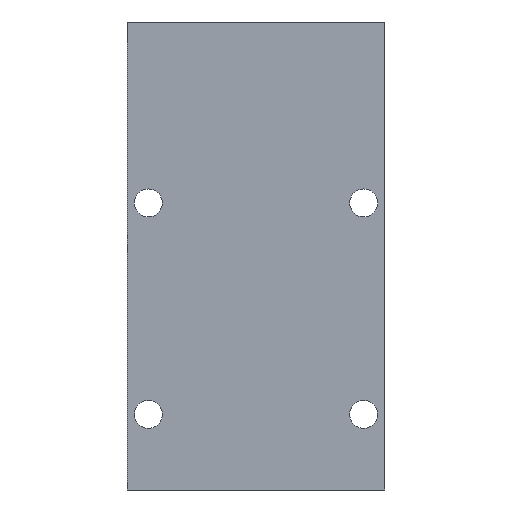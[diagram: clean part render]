
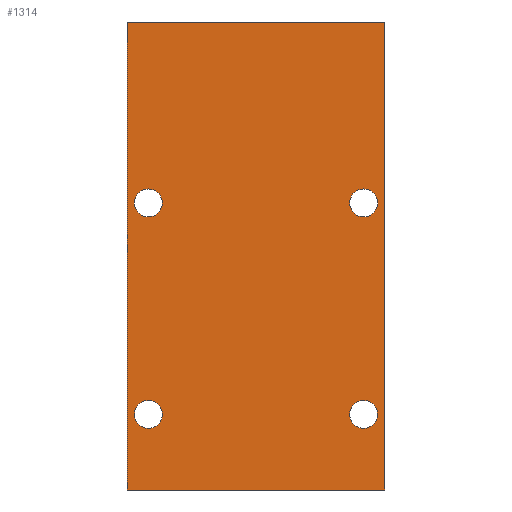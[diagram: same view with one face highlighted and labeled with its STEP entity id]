
A CAD part, front view. The second image highlights one B-rep face of the part: STEP entity #1314.
In plain terms, the highlighted planar face has unit normal (0, -1, 0).
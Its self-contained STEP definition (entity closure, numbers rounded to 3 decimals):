
#62 = DIRECTION ( 'NONE',  ( 1., 0., 0. ) ) ;
#103 = CARTESIAN_POINT ( 'NONE',  ( 17.78, 3.175, -152.4 ) ) ;
#120 = DIRECTION ( 'NONE',  ( 0., 0., -1. ) ) ;
#133 = LINE ( 'NONE', #3138, #2052 ) ;
#138 = LINE ( 'NONE', #103, #4055 ) ;
#162 = AXIS2_PLACEMENT_3D ( 'NONE', #3866, #3859, #3851 ) ;
#184 = CARTESIAN_POINT ( 'NONE',  ( 14.875, 3.175, -110.82 ) ) ;
#219 = CARTESIAN_POINT ( 'NONE',  ( 14.875, 3.175, -141.95 ) ) ;
#251 = CARTESIAN_POINT ( 'NONE',  ( -17.78, 3.175, -152.4 ) ) ;
#309 = DIRECTION ( 'NONE',  ( 0., 0., -1. ) ) ;
#363 = CARTESIAN_POINT ( 'NONE',  ( 17.78, 3.175, 152.4 ) ) ;
#406 = ORIENTED_EDGE ( 'NONE', *, *, #2361, .T. ) ;
#415 = CARTESIAN_POINT ( 'NONE',  ( 17.78, 3.175, -87.751 ) ) ;
#443 = ORIENTED_EDGE ( 'NONE', *, *, #611, .F. ) ;
#445 = CIRCLE ( 'NONE', #162, 1.93 ) ;
#455 = DIRECTION ( 'NONE',  ( 0., -1., 0. ) ) ;
#473 = CARTESIAN_POINT ( 'NONE',  ( -14.875, 3.175, -141.95 ) ) ;
#578 = VERTEX_POINT ( 'NONE', #3619 ) ;
#606 = DIRECTION ( 'NONE',  ( 0., 0., -1. ) ) ;
#611 = EDGE_CURVE ( 'NONE', #1388, #725, #3723, .T. ) ;
#619 = AXIS2_PLACEMENT_3D ( 'NONE', #473, #455, #120 ) ;
#639 = FACE_OUTER_BOUND ( 'NONE', #3294, .T. ) ;
#640 = CARTESIAN_POINT ( 'NONE',  ( 14.875, 3.175, -143.88 ) ) ;
#725 = VERTEX_POINT ( 'NONE', #1957 ) ;
#773 = CARTESIAN_POINT ( 'NONE',  ( -14.875, 3.175, -143.88 ) ) ;
#776 = ORIENTED_EDGE ( 'NONE', *, *, #1591, .F. ) ;
#808 = DIRECTION ( 'NONE',  ( 0., 0., -1. ) ) ;
#843 = VERTEX_POINT ( 'NONE', #773 ) ;
#956 = EDGE_CURVE ( 'NONE', #578, #843, #1288, .T. ) ;
#1020 = EDGE_LOOP ( 'NONE', ( #776, #443 ) ) ;
#1050 = CARTESIAN_POINT ( 'NONE',  ( -14.875, 3.175, -114.68 ) ) ;
#1105 = EDGE_CURVE ( 'NONE', #3109, #3048, #3495, .T. ) ;
#1131 = DIRECTION ( 'NONE',  ( 0., 0., 1. ) ) ;
#1163 = DIRECTION ( 'NONE',  ( 0., 1., 0. ) ) ;
#1202 = PLANE ( 'NONE',  #1790 ) ;
#1288 = CIRCLE ( 'NONE', #619, 1.93 ) ;
#1296 = CARTESIAN_POINT ( 'NONE',  ( -14.875, 3.175, -112.75 ) ) ;
#1314 = ADVANCED_FACE ( 'NONE', ( #4730, #2662, #1631, #3663, #639 ), #1202, .F. ) ;
#1317 = VERTEX_POINT ( 'NONE', #1050 ) ;
#1331 = CARTESIAN_POINT ( 'NONE',  ( 17.78, 3.175, 152.4 ) ) ;
#1380 = CARTESIAN_POINT ( 'NONE',  ( 14.875, 3.175, -140.02 ) ) ;
#1388 = VERTEX_POINT ( 'NONE', #184 ) ;
#1443 = CARTESIAN_POINT ( 'NONE',  ( -14.875, 3.175, -141.95 ) ) ;
#1543 = ORIENTED_EDGE ( 'NONE', *, *, #2824, .T. ) ;
#1553 = CIRCLE ( 'NONE', #4741, 1.93 ) ;
#1591 = EDGE_CURVE ( 'NONE', #725, #1388, #445, .T. ) ;
#1602 = ORIENTED_EDGE ( 'NONE', *, *, #2757, .F. ) ;
#1631 = FACE_BOUND ( 'NONE', #1020, .T. ) ;
#1672 = DIRECTION ( 'NONE',  ( 0., 0., -1. ) ) ;
#1790 = AXIS2_PLACEMENT_3D ( 'NONE', #1331, #1163, #1131 ) ;
#1804 = CIRCLE ( 'NONE', #2776, 1.93 ) ;
#1826 = DIRECTION ( 'NONE',  ( 0., 0., -1. ) ) ;
#1880 = DIRECTION ( 'NONE',  ( 0., -1., 0. ) ) ;
#1913 = VERTEX_POINT ( 'NONE', #2320 ) ;
#1957 = CARTESIAN_POINT ( 'NONE',  ( 14.875, 3.175, -114.68 ) ) ;
#2052 = VECTOR ( 'NONE', #808, 1000. ) ;
#2114 = AXIS2_PLACEMENT_3D ( 'NONE', #4139, #1880, #4498 ) ;
#2183 = AXIS2_PLACEMENT_3D ( 'NONE', #1443, #4088, #1826 ) ;
#2220 = EDGE_LOOP ( 'NONE', ( #4363, #3817 ) ) ;
#2309 = VERTEX_POINT ( 'NONE', #415 ) ;
#2310 = EDGE_CURVE ( 'NONE', #2309, #2750, #4284, .T. ) ;
#2319 = ORIENTED_EDGE ( 'NONE', *, *, #2310, .F. ) ;
#2320 = CARTESIAN_POINT ( 'NONE',  ( -17.78, 3.175, -87.751 ) ) ;
#2361 = EDGE_CURVE ( 'NONE', #4295, #2750, #138, .T. ) ;
#2538 = LINE ( 'NONE', #4542, #4385 ) ;
#2639 = ORIENTED_EDGE ( 'NONE', *, *, #3002, .F. ) ;
#2651 = EDGE_CURVE ( 'NONE', #1317, #2807, #2897, .T. ) ;
#2662 = FACE_BOUND ( 'NONE', #2220, .T. ) ;
#2750 = VERTEX_POINT ( 'NONE', #3811 ) ;
#2757 = EDGE_CURVE ( 'NONE', #1913, #2309, #2538, .T. ) ;
#2776 = AXIS2_PLACEMENT_3D ( 'NONE', #1296, #3943, #1672 ) ;
#2807 = VERTEX_POINT ( 'NONE', #3862 ) ;
#2824 = EDGE_CURVE ( 'NONE', #1913, #4295, #133, .T. ) ;
#2871 = CARTESIAN_POINT ( 'NONE',  ( 14.875, 3.175, -112.75 ) ) ;
#2881 = DIRECTION ( 'NONE',  ( 0., 0., -1. ) ) ;
#2894 = DIRECTION ( 'NONE',  ( 0., -1., 0. ) ) ;
#2897 = CIRCLE ( 'NONE', #2114, 1.93 ) ;
#2905 = DIRECTION ( 'NONE',  ( 0., -1., 0. ) ) ;
#2919 = EDGE_CURVE ( 'NONE', #2807, #1317, #1804, .T. ) ;
#2924 = AXIS2_PLACEMENT_3D ( 'NONE', #3787, #3732, #3698 ) ;
#2936 = EDGE_LOOP ( 'NONE', ( #3513, #2639 ) ) ;
#3002 = EDGE_CURVE ( 'NONE', #3048, #3109, #1553, .T. ) ;
#3048 = VERTEX_POINT ( 'NONE', #1380 ) ;
#3109 = VERTEX_POINT ( 'NONE', #640 ) ;
#3123 = ORIENTED_EDGE ( 'NONE', *, *, #2651, .F. ) ;
#3138 = CARTESIAN_POINT ( 'NONE',  ( -17.78, 3.175, 152.4 ) ) ;
#3161 = EDGE_CURVE ( 'NONE', #843, #578, #4807, .T. ) ;
#3294 = EDGE_LOOP ( 'NONE', ( #2319, #1602, #1543, #406 ) ) ;
#3318 = VECTOR ( 'NONE', #309, 1000. ) ;
#3368 = AXIS2_PLACEMENT_3D ( 'NONE', #2871, #2905, #2881 ) ;
#3495 = CIRCLE ( 'NONE', #2924, 1.93 ) ;
#3513 = ORIENTED_EDGE ( 'NONE', *, *, #1105, .F. ) ;
#3619 = CARTESIAN_POINT ( 'NONE',  ( -14.875, 3.175, -140.02 ) ) ;
#3663 = FACE_BOUND ( 'NONE', #4145, .T. ) ;
#3698 = DIRECTION ( 'NONE',  ( 0., 0., -1. ) ) ;
#3723 = CIRCLE ( 'NONE', #3368, 1.93 ) ;
#3732 = DIRECTION ( 'NONE',  ( 0., -1., 0. ) ) ;
#3787 = CARTESIAN_POINT ( 'NONE',  ( 14.875, 3.175, -141.95 ) ) ;
#3811 = CARTESIAN_POINT ( 'NONE',  ( 17.78, 3.175, -152.4 ) ) ;
#3817 = ORIENTED_EDGE ( 'NONE', *, *, #956, .F. ) ;
#3828 = DIRECTION ( 'NONE',  ( 1., 0., 0. ) ) ;
#3851 = DIRECTION ( 'NONE',  ( 0., 0., -1. ) ) ;
#3859 = DIRECTION ( 'NONE',  ( 0., -1., 0. ) ) ;
#3862 = CARTESIAN_POINT ( 'NONE',  ( -14.875, 3.175, -110.82 ) ) ;
#3866 = CARTESIAN_POINT ( 'NONE',  ( 14.875, 3.175, -112.75 ) ) ;
#3943 = DIRECTION ( 'NONE',  ( 0., -1., 0. ) ) ;
#4055 = VECTOR ( 'NONE', #62, 1000. ) ;
#4088 = DIRECTION ( 'NONE',  ( 0., -1., 0. ) ) ;
#4139 = CARTESIAN_POINT ( 'NONE',  ( -14.875, 3.175, -112.75 ) ) ;
#4145 = EDGE_LOOP ( 'NONE', ( #3123, #4205 ) ) ;
#4205 = ORIENTED_EDGE ( 'NONE', *, *, #2919, .F. ) ;
#4284 = LINE ( 'NONE', #363, #3318 ) ;
#4295 = VERTEX_POINT ( 'NONE', #251 ) ;
#4363 = ORIENTED_EDGE ( 'NONE', *, *, #3161, .F. ) ;
#4385 = VECTOR ( 'NONE', #3828, 1000. ) ;
#4498 = DIRECTION ( 'NONE',  ( 0., 0., -1. ) ) ;
#4542 = CARTESIAN_POINT ( 'NONE',  ( -17.78, 3.175, -87.751 ) ) ;
#4730 = FACE_BOUND ( 'NONE', #2936, .T. ) ;
#4741 = AXIS2_PLACEMENT_3D ( 'NONE', #219, #2894, #606 ) ;
#4807 = CIRCLE ( 'NONE', #2183, 1.93 ) ;
